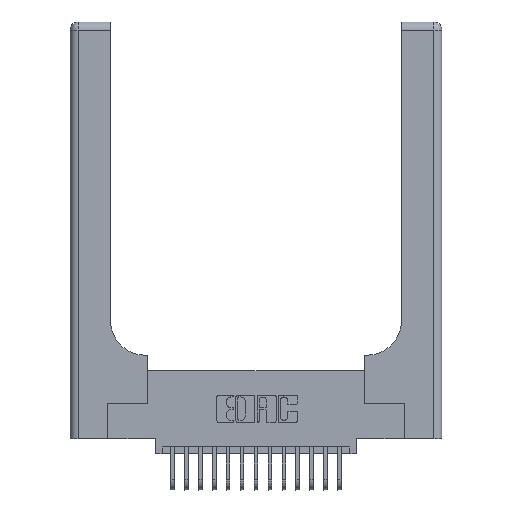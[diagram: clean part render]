
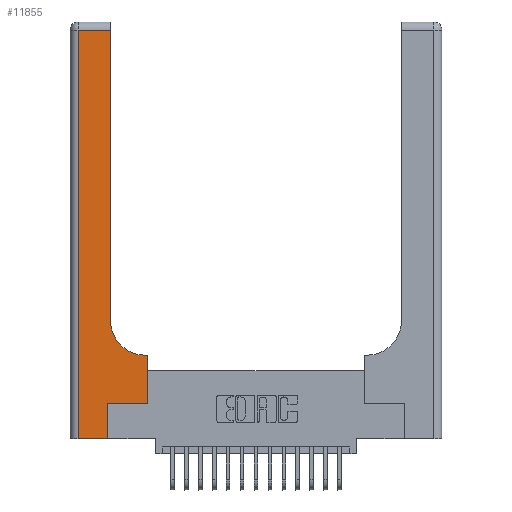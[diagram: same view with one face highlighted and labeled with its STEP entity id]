
A CAD part, top view. The second image highlights one B-rep face of the part: STEP entity #11855.
In plain terms, the highlighted planar face has unit normal (0, 0, 1).
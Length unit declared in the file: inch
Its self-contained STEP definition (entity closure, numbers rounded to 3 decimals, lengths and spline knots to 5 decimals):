
#615 = CARTESIAN_POINT ( 'NONE',  ( 0., 3., 0.37 ) ) ;
#689 = CIRCLE ( 'NONE', #14688, 0.25 ) ;
#874 = CARTESIAN_POINT ( 'NONE',  ( 0.269, 0., 0.37 ) ) ;
#886 = CARTESIAN_POINT ( 'NONE',  ( 0., 2.94, 0.37 ) ) ;
#1148 = CARTESIAN_POINT ( 'NONE',  ( 0.5415, 0.85, 0.37 ) ) ;
#1218 = CARTESIAN_POINT ( 'NONE',  ( 0.269, 0.25, 0.37 ) ) ;
#1261 = VECTOR ( 'NONE', #4556, 39.37008 ) ;
#1473 = VERTEX_POINT ( 'NONE', #17796 ) ;
#1659 = EDGE_CURVE ( 'NONE', #9373, #11050, #15348, .T. ) ;
#2185 = DIRECTION ( 'NONE',  ( -1., 0., 0. ) ) ;
#2224 = EDGE_CURVE ( 'NONE', #10398, #4262, #14870, .T. ) ;
#2230 = ORIENTED_EDGE ( 'NONE', *, *, #7690, .T. ) ;
#2421 = DIRECTION ( 'NONE',  ( 0., 1., 0. ) ) ;
#2436 = DIRECTION ( 'NONE',  ( -1., 0., 0. ) ) ;
#2679 = DIRECTION ( 'NONE',  ( 1., 0., 0. ) ) ;
#3600 = PLANE ( 'NONE',  #18034 ) ;
#3801 = FACE_OUTER_BOUND ( 'NONE', #5342, .T. ) ;
#4232 = DIRECTION ( 'NONE',  ( 0., 1., 0. ) ) ;
#4254 = EDGE_CURVE ( 'NONE', #12514, #18592, #689, .T. ) ;
#4262 = VERTEX_POINT ( 'NONE', #7133 ) ;
#4556 = DIRECTION ( 'NONE',  ( 0., 1., 0. ) ) ;
#4820 = VECTOR ( 'NONE', #4232, 39.37008 ) ;
#5080 = LINE ( 'NONE', #18778, #11964 ) ;
#5269 = ORIENTED_EDGE ( 'NONE', *, *, #2224, .T. ) ;
#5342 = EDGE_LOOP ( 'NONE', ( #2230, #10071, #13953, #17795, #14396, #5269, #16240, #9867, #18413 ) ) ;
#5447 = CARTESIAN_POINT ( 'NONE',  ( 0.5585, 0.6, 0.37 ) ) ;
#5858 = VERTEX_POINT ( 'NONE', #7984 ) ;
#6200 = LINE ( 'NONE', #9983, #10578 ) ;
#7116 = DIRECTION ( 'NONE',  ( 0., -1., 0. ) ) ;
#7133 = CARTESIAN_POINT ( 'NONE',  ( 0.5585, 0.25, 0.37 ) ) ;
#7162 = EDGE_CURVE ( 'NONE', #5858, #1473, #6200, .T. ) ;
#7166 = LINE ( 'NONE', #874, #18343 ) ;
#7600 = DIRECTION ( 'NONE',  ( -1., 0., 0. ) ) ;
#7690 = EDGE_CURVE ( 'NONE', #18592, #9373, #13067, .T. ) ;
#7984 = CARTESIAN_POINT ( 'NONE',  ( 0.06, 0., 0.37 ) ) ;
#8034 = CARTESIAN_POINT ( 'NONE',  ( 0.269, 0.25, 0.37 ) ) ;
#8977 = CARTESIAN_POINT ( 'NONE',  ( 0.2915, 2.94, 0.37 ) ) ;
#9200 = EDGE_CURVE ( 'NONE', #11050, #5858, #5080, .T. ) ;
#9373 = VERTEX_POINT ( 'NONE', #8977 ) ;
#9640 = CARTESIAN_POINT ( 'NONE',  ( 0.5415, 0.6, 0.37 ) ) ;
#9867 = ORIENTED_EDGE ( 'NONE', *, *, #13980, .T. ) ;
#9983 = CARTESIAN_POINT ( 'NONE',  ( 0., 0., 0.37 ) ) ;
#10071 = ORIENTED_EDGE ( 'NONE', *, *, #1659, .T. ) ;
#10331 = CARTESIAN_POINT ( 'NONE',  ( 0.5585, 0.25, 0.37 ) ) ;
#10398 = VERTEX_POINT ( 'NONE', #1218 ) ;
#10578 = VECTOR ( 'NONE', #18681, 39.37008 ) ;
#10994 = VECTOR ( 'NONE', #18207, 39.37008 ) ;
#11014 = DIRECTION ( 'NONE',  ( 0., 0., -1. ) ) ;
#11050 = VERTEX_POINT ( 'NONE', #13604 ) ;
#11506 = DIRECTION ( 'NONE',  ( 0., 0., -1. ) ) ;
#11558 = CARTESIAN_POINT ( 'NONE',  ( 0.2915, 3., 0.37 ) ) ;
#11619 = CARTESIAN_POINT ( 'NONE',  ( 0.2915, 0.85, 0.37 ) ) ;
#11855 = ADVANCED_FACE ( 'NONE', ( #3801 ), #3600, .F. ) ;
#11964 = VECTOR ( 'NONE', #7116, 39.37008 ) ;
#12098 = CARTESIAN_POINT ( 'NONE',  ( 0.2915, 0.6, 0.37 ) ) ;
#12514 = VERTEX_POINT ( 'NONE', #9640 ) ;
#13067 = LINE ( 'NONE', #11558, #4820 ) ;
#13114 = VERTEX_POINT ( 'NONE', #5447 ) ;
#13511 = LINE ( 'NONE', #10331, #1261 ) ;
#13604 = CARTESIAN_POINT ( 'NONE',  ( 0.06, 2.94, 0.37 ) ) ;
#13953 = ORIENTED_EDGE ( 'NONE', *, *, #9200, .T. ) ;
#13980 = EDGE_CURVE ( 'NONE', #13114, #12514, #15452, .T. ) ;
#14396 = ORIENTED_EDGE ( 'NONE', *, *, #14992, .T. ) ;
#14688 = AXIS2_PLACEMENT_3D ( 'NONE', #1148, #11506, #2679 ) ;
#14870 = LINE ( 'NONE', #8034, #10994 ) ;
#14897 = VECTOR ( 'NONE', #2436, 39.37008 ) ;
#14992 = EDGE_CURVE ( 'NONE', #1473, #10398, #7166, .T. ) ;
#15348 = LINE ( 'NONE', #886, #14897 ) ;
#15452 = LINE ( 'NONE', #12098, #15886 ) ;
#15886 = VECTOR ( 'NONE', #7600, 39.37008 ) ;
#16240 = ORIENTED_EDGE ( 'NONE', *, *, #17118, .T. ) ;
#17118 = EDGE_CURVE ( 'NONE', #4262, #13114, #13511, .T. ) ;
#17795 = ORIENTED_EDGE ( 'NONE', *, *, #7162, .T. ) ;
#17796 = CARTESIAN_POINT ( 'NONE',  ( 0.269, 0., 0.37 ) ) ;
#18034 = AXIS2_PLACEMENT_3D ( 'NONE', #615, #11014, #2185 ) ;
#18207 = DIRECTION ( 'NONE',  ( 1., 0., 0. ) ) ;
#18343 = VECTOR ( 'NONE', #2421, 39.37008 ) ;
#18413 = ORIENTED_EDGE ( 'NONE', *, *, #4254, .T. ) ;
#18592 = VERTEX_POINT ( 'NONE', #11619 ) ;
#18681 = DIRECTION ( 'NONE',  ( 1., 0., 0. ) ) ;
#18778 = CARTESIAN_POINT ( 'NONE',  ( 0.06, 3., 0.37 ) ) ;
